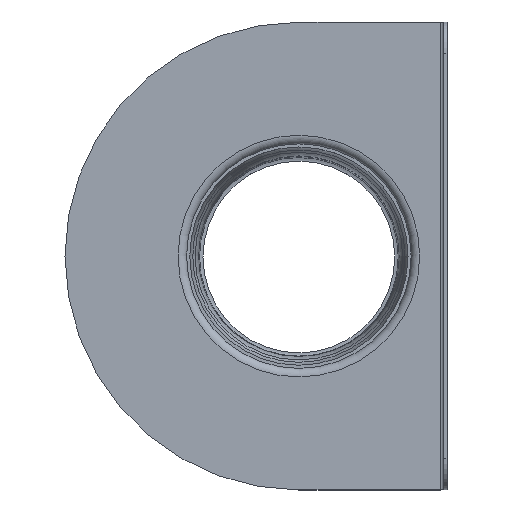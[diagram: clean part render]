
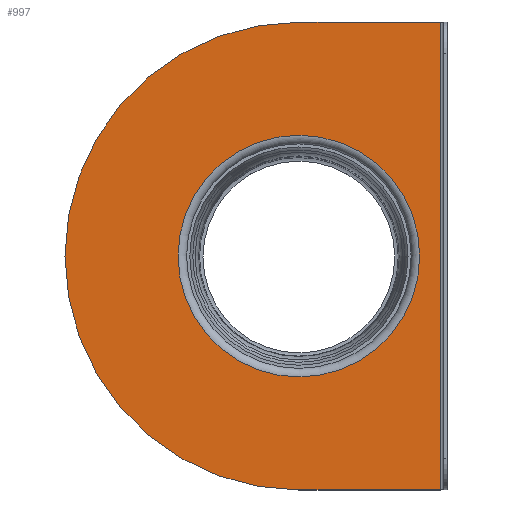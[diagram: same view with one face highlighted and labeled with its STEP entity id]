
A CAD part, top view. The second image highlights one B-rep face of the part: STEP entity #997.
In plain terms, the highlighted planar face has unit normal (0, 0, 1).
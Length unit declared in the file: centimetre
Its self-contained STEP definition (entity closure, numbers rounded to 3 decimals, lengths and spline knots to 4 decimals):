
#69=LINE('',#1717,#118);
#73=LINE('',#1737,#122);
#74=LINE('',#1738,#123);
#118=VECTOR('',#1380,10.);
#122=VECTOR('',#1402,10.);
#123=VECTOR('',#1403,10.);
#184=FACE_BOUND('',#292,.T.);
#225=FACE_OUTER_BOUND('',#291,.T.);
#291=EDGE_LOOP('',(#806,#807,#808,#809));
#292=EDGE_LOOP('',(#810));
#373=CIRCLE('',#1108,77.5);
#381=CIRCLE('',#1120,150.);
#462=VERTEX_POINT('',#1701);
#468=VERTEX_POINT('',#1714);
#469=VERTEX_POINT('',#1716);
#475=VERTEX_POINT('',#1734);
#476=VERTEX_POINT('',#1736);
#579=EDGE_CURVE('',#462,#462,#373,.T.);
#586=EDGE_CURVE('',#469,#468,#69,.T.);
#595=EDGE_CURVE('',#475,#468,#381,.T.);
#596=EDGE_CURVE('',#476,#475,#73,.T.);
#597=EDGE_CURVE('',#476,#469,#74,.T.);
#806=ORIENTED_EDGE('',*,*,#595,.F.);
#807=ORIENTED_EDGE('',*,*,#596,.F.);
#808=ORIENTED_EDGE('',*,*,#597,.T.);
#809=ORIENTED_EDGE('',*,*,#586,.T.);
#810=ORIENTED_EDGE('',*,*,#579,.T.);
#956=PLANE('',#1119);
#997=ADVANCED_FACE('',(#225,#184),#956,.T.);
#1108=AXIS2_PLACEMENT_3D('',#1702,#1368,#1369);
#1119=AXIS2_PLACEMENT_3D('',#1733,#1398,#1399);
#1120=AXIS2_PLACEMENT_3D('',#1735,#1400,#1401);
#1368=DIRECTION('center_axis',(0.,0.,-1.));
#1369=DIRECTION('ref_axis',(1.,0.,0.));
#1380=DIRECTION('',(-1.,0.,0.));
#1398=DIRECTION('center_axis',(0.,0.,
1.));
#1399=DIRECTION('ref_axis',(-1.,0.,0.));
#1400=DIRECTION('center_axis',(0.,0.,
-1.));
#1401=DIRECTION('ref_axis',(-1.,0.,0.));
#1402=DIRECTION('',(-1.,0.,0.));
#1403=DIRECTION('',(0.,1.,0.));
#1701=CARTESIAN_POINT('',(0.,-77.5,268.));
#1702=CARTESIAN_POINT('Origin',(0.,0.,
268.));
#1714=CARTESIAN_POINT('',(0.,150.,268.));
#1716=CARTESIAN_POINT('',(91.,150.,268.));
#1717=CARTESIAN_POINT('',(0.,150.,268.));
#1733=CARTESIAN_POINT('Origin',(-16.6215,-16.6215,268.));
#1734=CARTESIAN_POINT('',(0.,-150.,268.));
#1735=CARTESIAN_POINT('Origin',(0.,0.,
268.));
#1736=CARTESIAN_POINT('',(91.,-150.,268.));
#1737=CARTESIAN_POINT('',(0.,-150.,268.));
#1738=CARTESIAN_POINT('',(91.,37.1893,268.));
